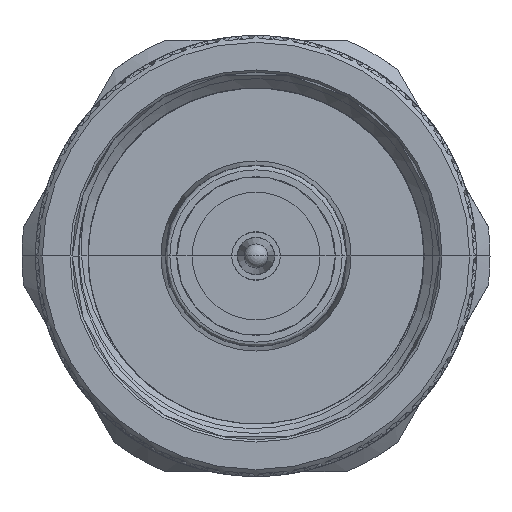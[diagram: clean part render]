
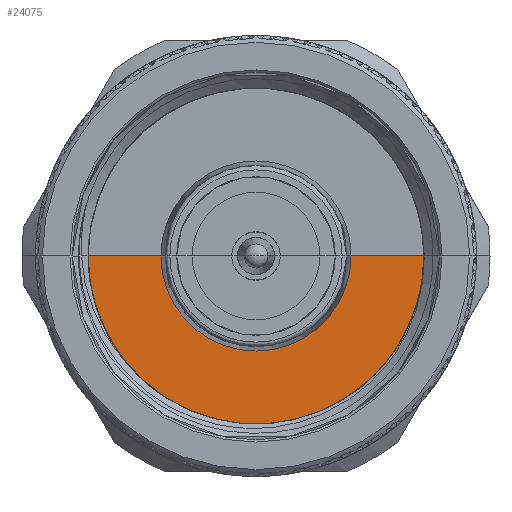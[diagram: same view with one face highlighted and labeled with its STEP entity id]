
A CAD part, left-side view. The second image highlights one B-rep face of the part: STEP entity #24075.
In plain terms, the highlighted conical face has half-angle 89.993 degrees and reference radius 7.996 mm.
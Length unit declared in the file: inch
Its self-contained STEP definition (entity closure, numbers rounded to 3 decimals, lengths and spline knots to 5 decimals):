
#847 = AXIS2_PLACEMENT_3D ( 'NONE', #4345, #23636, #62237 ) ;
#1186 = ORIENTED_EDGE ( 'NONE', *, *, #29152, .F. ) ;
#1858 = EDGE_CURVE ( 'NONE', #38067, #55286, #34155, .T. ) ;
#2900 = CARTESIAN_POINT ( 'NONE',  ( 0.38776, -0.16474, 0. ) ) ;
#4345 = CARTESIAN_POINT ( 'NONE',  ( 0.38776, 0.00016, 0. ) ) ;
#4870 = CONICAL_SURFACE ( 'NONE', #847, 0.3148, 1.571 ) ;
#5168 = EDGE_CURVE ( 'NONE', #7269, #45549, #54313, .T. ) ;
#7269 = VERTEX_POINT ( 'NONE', #2900 ) ;
#7923 = CARTESIAN_POINT ( 'NONE',  ( 0.38776, 0.00016, 0. ) ) ;
#8240 = EDGE_CURVE ( 'NONE', #45549, #55286, #52723, .T. ) ;
#11605 = ORIENTED_EDGE ( 'NONE', *, *, #1858, .F. ) ;
#13058 = VECTOR ( 'NONE', #31201, 39.37008 ) ;
#23636 = DIRECTION ( 'NONE',  ( -1., 0., 0. ) ) ;
#24075 = ADVANCED_FACE ( 'NONE', ( #47687 ), #4870, .F. ) ;
#26346 = CIRCLE ( 'NONE', #59710, 0.16489 ) ;
#27234 = DIRECTION ( 'NONE',  ( 0., -1., 0. ) ) ;
#29152 = EDGE_CURVE ( 'NONE', #7269, #38067, #26346, .T. ) ;
#29635 = CARTESIAN_POINT ( 'NONE',  ( 0.38772, -0.31465, 0. ) ) ;
#31201 = DIRECTION ( 'NONE',  ( 0., 1., 0. ) ) ;
#31801 = CARTESIAN_POINT ( 'NONE',  ( 0.38778, 0.00016, 0. ) ) ;
#32076 = CARTESIAN_POINT ( 'NONE',  ( 0.3878, 0.31496, 0. ) ) ;
#34155 = LINE ( 'NONE', #53443, #13058 ) ;
#36240 = DIRECTION ( 'NONE',  ( -1., 0., 0. ) ) ;
#36583 = AXIS2_PLACEMENT_3D ( 'NONE', #7923, #51594, #27234 ) ;
#37649 = ORIENTED_EDGE ( 'NONE', *, *, #8240, .T. ) ;
#38067 = VERTEX_POINT ( 'NONE', #58773 ) ;
#40452 = CARTESIAN_POINT ( 'NONE',  ( 0.38772, -0.31465, 0. ) ) ;
#45549 = VERTEX_POINT ( 'NONE', #40452 ) ;
#47687 = FACE_OUTER_BOUND ( 'NONE', #54047, .T. ) ;
#50440 = DIRECTION ( 'NONE',  ( 0., -1., 0. ) ) ;
#51594 = DIRECTION ( 'NONE',  ( -1., 0., 0. ) ) ;
#52723 = CIRCLE ( 'NONE', #36583, 0.3148 ) ;
#53443 = CARTESIAN_POINT ( 'NONE',  ( 0.3878, 0.31496, 0. ) ) ;
#53996 = DIRECTION ( 'NONE',  ( 0., -1., 0. ) ) ;
#54047 = EDGE_LOOP ( 'NONE', ( #11605, #1186, #54659, #37649 ) ) ;
#54313 = LINE ( 'NONE', #29635, #55036 ) ;
#54659 = ORIENTED_EDGE ( 'NONE', *, *, #5168, .T. ) ;
#55036 = VECTOR ( 'NONE', #53996, 39.37008 ) ;
#55286 = VERTEX_POINT ( 'NONE', #32076 ) ;
#58773 = CARTESIAN_POINT ( 'NONE',  ( 0.3878, 0.16505, 0. ) ) ;
#59710 = AXIS2_PLACEMENT_3D ( 'NONE', #31801, #36240, #50440 ) ;
#62237 = DIRECTION ( 'NONE',  ( 0., -1., 0. ) ) ;
